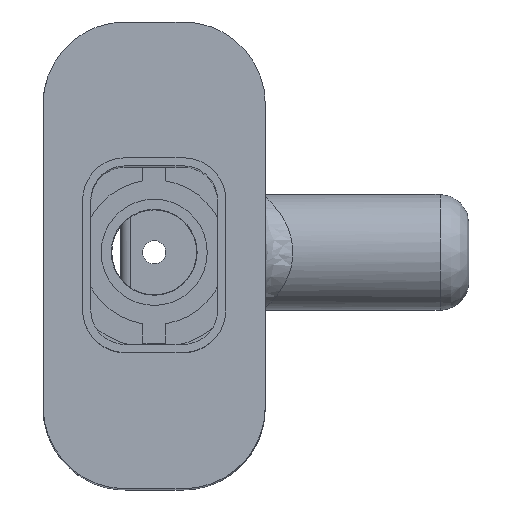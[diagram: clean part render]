
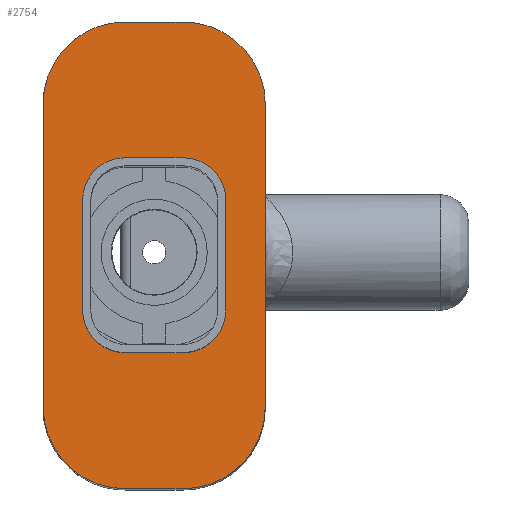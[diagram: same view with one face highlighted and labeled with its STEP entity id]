
A CAD part, left-side view. The second image highlights one B-rep face of the part: STEP entity #2754.
In plain terms, the highlighted planar face has unit normal (-1, 0, 0.024).
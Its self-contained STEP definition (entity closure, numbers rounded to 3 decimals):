
#127=FACE_BOUND('',#976,.T.);
#167=CIRCLE('',#2965,8.52);
#168=CIRCLE('',#2968,8.52);
#171=CIRCLE('',#2976,8.52);
#172=CIRCLE('',#2979,8.52);
#173=CIRCLE('',#2983,4.42);
#174=CIRCLE('',#2984,4.42);
#175=CIRCLE('',#2985,4.42);
#176=CIRCLE('',#2986,4.42);
#348=LINE('',#4586,#536);
#359=LINE('',#4616,#547);
#362=LINE('',#4624,#550);
#363=LINE('',#4626,#551);
#364=LINE('',#4630,#552);
#365=LINE('',#4634,#553);
#366=LINE('',#4638,#554);
#367=LINE('',#4642,#555);
#536=VECTOR('',#3391,10.);
#547=VECTOR('',#3424,10.);
#550=VECTOR('',#3433,10.);
#551=VECTOR('',#3436,10.);
#552=VECTOR('',#3439,10.);
#553=VECTOR('',#3442,10.);
#554=VECTOR('',#3445,10.);
#555=VECTOR('',#3448,10.);
#696=PLANE('',#2982);
#786=FACE_OUTER_BOUND('',#975,.T.);
#975=EDGE_LOOP('',(#2087,#2088,#2089,#2090,#2091,#2092,#2093,#2094));
#976=EDGE_LOOP('',(#2095,#2096,#2097,#2098,#2099,#2100,#2101,#2102));
#1268=VERTEX_POINT('',#4578);
#1269=VERTEX_POINT('',#4580);
#1270=VERTEX_POINT('',#4584);
#1271=VERTEX_POINT('',#4588);
#1277=VERTEX_POINT('',#4610);
#1278=VERTEX_POINT('',#4612);
#1279=VERTEX_POINT('',#4618);
#1280=VERTEX_POINT('',#4620);
#1281=VERTEX_POINT('',#4628);
#1282=VERTEX_POINT('',#4629);
#1283=VERTEX_POINT('',#4631);
#1284=VERTEX_POINT('',#4633);
#1285=VERTEX_POINT('',#4635);
#1286=VERTEX_POINT('',#4637);
#1287=VERTEX_POINT('',#4639);
#1288=VERTEX_POINT('',#4641);
#1555=EDGE_CURVE('',#1269,#1268,#167,.T.);
#1558=EDGE_CURVE('',#1268,#1270,#348,.T.);
#1560=EDGE_CURVE('',#1270,#1271,#168,.T.);
#1571=EDGE_CURVE('',#1278,#1277,#171,.T.);
#1573=EDGE_CURVE('',#1271,#1278,#359,.T.);
#1575=EDGE_CURVE('',#1280,#1279,#172,.T.);
#1577=EDGE_CURVE('',#1279,#1269,#362,.T.);
#1578=EDGE_CURVE('',#1277,#1280,#363,.T.);
#1579=EDGE_CURVE('',#1281,#1282,#364,.T.);
#1580=EDGE_CURVE('',#1283,#1281,#173,.T.);
#1581=EDGE_CURVE('',#1284,#1283,#365,.T.);
#1582=EDGE_CURVE('',#1285,#1284,#174,.T.);
#1583=EDGE_CURVE('',#1286,#1285,#366,.T.);
#1584=EDGE_CURVE('',#1287,#1286,#175,.T.);
#1585=EDGE_CURVE('',#1288,#1287,#367,.T.);
#1586=EDGE_CURVE('',#1282,#1288,#176,.T.);
#2087=ORIENTED_EDGE('',*,*,#1558,.T.);
#2088=ORIENTED_EDGE('',*,*,#1560,.T.);
#2089=ORIENTED_EDGE('',*,*,#1573,.T.);
#2090=ORIENTED_EDGE('',*,*,#1571,.T.);
#2091=ORIENTED_EDGE('',*,*,#1578,.T.);
#2092=ORIENTED_EDGE('',*,*,#1575,.T.);
#2093=ORIENTED_EDGE('',*,*,#1577,.T.);
#2094=ORIENTED_EDGE('',*,*,#1555,.T.);
#2095=ORIENTED_EDGE('',*,*,#1579,.F.);
#2096=ORIENTED_EDGE('',*,*,#1580,.F.);
#2097=ORIENTED_EDGE('',*,*,#1581,.F.);
#2098=ORIENTED_EDGE('',*,*,#1582,.F.);
#2099=ORIENTED_EDGE('',*,*,#1583,.F.);
#2100=ORIENTED_EDGE('',*,*,#1584,.F.);
#2101=ORIENTED_EDGE('',*,*,#1585,.F.);
#2102=ORIENTED_EDGE('',*,*,#1586,.F.);
#2754=ADVANCED_FACE('',(#786,#127),#696,.F.);
#2965=AXIS2_PLACEMENT_3D('',#4581,#3385,#3386);
#2968=AXIS2_PLACEMENT_3D('',#4590,#3395,#3396);
#2976=AXIS2_PLACEMENT_3D('',#4613,#3419,#3420);
#2979=AXIS2_PLACEMENT_3D('',#4621,#3428,#3429);
#2982=AXIS2_PLACEMENT_3D('',#4627,#3437,#3438);
#2983=AXIS2_PLACEMENT_3D('',#4632,#3440,#3441);
#2984=AXIS2_PLACEMENT_3D('',#4636,#3443,#3444);
#2985=AXIS2_PLACEMENT_3D('',#4640,#3446,#3447);
#2986=AXIS2_PLACEMENT_3D('',#4643,#3449,#3450);
#3385=DIRECTION('center_axis',(-1.,0.,
0.024));
#3386=DIRECTION('ref_axis',(0.,1.,0.));
#3391=DIRECTION('',(-0.024,0.,-1.));
#3395=DIRECTION('center_axis',(-1.,0.,0.024));
#3396=DIRECTION('ref_axis',(-0.024,0.,-1.));
#3419=DIRECTION('center_axis',(-1.,0.,0.024));
#3420=DIRECTION('ref_axis',(0.,-1.,0.));
#3424=DIRECTION('',(0.,-1.,0.));
#3428=DIRECTION('center_axis',(-1.,0.,
0.024));
#3429=DIRECTION('ref_axis',(0.024,0.,1.));
#3433=DIRECTION('',(0.,1.,0.));
#3436=DIRECTION('',(0.024,0.,1.));
#3437=DIRECTION('center_axis',(1.,0.,
-0.024));
#3438=DIRECTION('ref_axis',(-0.024,0.,-1.));
#3439=DIRECTION('',(-0.024,0.,-1.));
#3440=DIRECTION('center_axis',(-1.,0.,
0.024));
#3441=DIRECTION('ref_axis',(0.,1.,0.));
#3442=DIRECTION('',(0.,1.,0.));
#3443=DIRECTION('center_axis',(-1.,0.,
0.024));
#3444=DIRECTION('ref_axis',(0.024,0.,1.));
#3445=DIRECTION('',(0.024,0.,1.));
#3446=DIRECTION('center_axis',(-1.,0.,
0.024));
#3447=DIRECTION('ref_axis',(0.,-1.,0.));
#3448=DIRECTION('',(0.,-1.,0.));
#3449=DIRECTION('center_axis',(-1.,0.,
0.024));
#3450=DIRECTION('ref_axis',(-0.024,0.,-1.));
#4578=CARTESIAN_POINT('',(63.769,44.352,66.719));
#4580=CARTESIAN_POINT('',(63.977,35.832,75.236));
#4581=CARTESIAN_POINT('Origin',(63.769,35.832,66.719));
#4584=CARTESIAN_POINT('',(63.003,44.352,35.368));
#4586=CARTESIAN_POINT('',(63.524,44.352,56.722));
#4588=CARTESIAN_POINT('',(62.794,35.832,26.85));
#4590=CARTESIAN_POINT('Origin',(63.003,35.832,35.368));
#4610=CARTESIAN_POINT('',(63.003,21.312,35.368));
#4612=CARTESIAN_POINT('',(62.794,29.832,26.85));
#4613=CARTESIAN_POINT('Origin',(63.003,29.832,35.368));
#4616=CARTESIAN_POINT('',(62.794,32.832,26.85));
#4618=CARTESIAN_POINT('',(63.977,29.832,75.236));
#4620=CARTESIAN_POINT('',(63.769,21.312,66.719));
#4621=CARTESIAN_POINT('Origin',(63.769,29.832,66.719));
#4624=CARTESIAN_POINT('',(63.977,32.832,75.236));
#4626=CARTESIAN_POINT('',(63.247,21.312,45.365));
#4627=CARTESIAN_POINT('Origin',(63.386,32.832,51.043));
#4628=CARTESIAN_POINT('',(63.524,40.252,56.722));
#4629=CARTESIAN_POINT('',(63.247,40.252,45.365));
#4630=CARTESIAN_POINT('',(63.316,40.252,48.204));
#4631=CARTESIAN_POINT('',(63.632,35.832,61.141));
#4632=CARTESIAN_POINT('Origin',(63.524,35.832,56.722));
#4633=CARTESIAN_POINT('',(63.632,29.832,61.141));
#4634=CARTESIAN_POINT('',(63.632,34.332,61.141));
#4635=CARTESIAN_POINT('',(63.524,25.412,56.722));
#4636=CARTESIAN_POINT('Origin',(63.524,29.832,56.722));
#4637=CARTESIAN_POINT('',(63.247,25.412,45.365));
#4638=CARTESIAN_POINT('',(63.455,25.412,53.883));
#4639=CARTESIAN_POINT('',(63.139,29.832,40.946));
#4640=CARTESIAN_POINT('Origin',(63.247,29.832,45.365));
#4641=CARTESIAN_POINT('',(63.139,35.832,40.946));
#4642=CARTESIAN_POINT('',(63.139,31.332,40.946));
#4643=CARTESIAN_POINT('Origin',(63.247,35.832,45.365));
